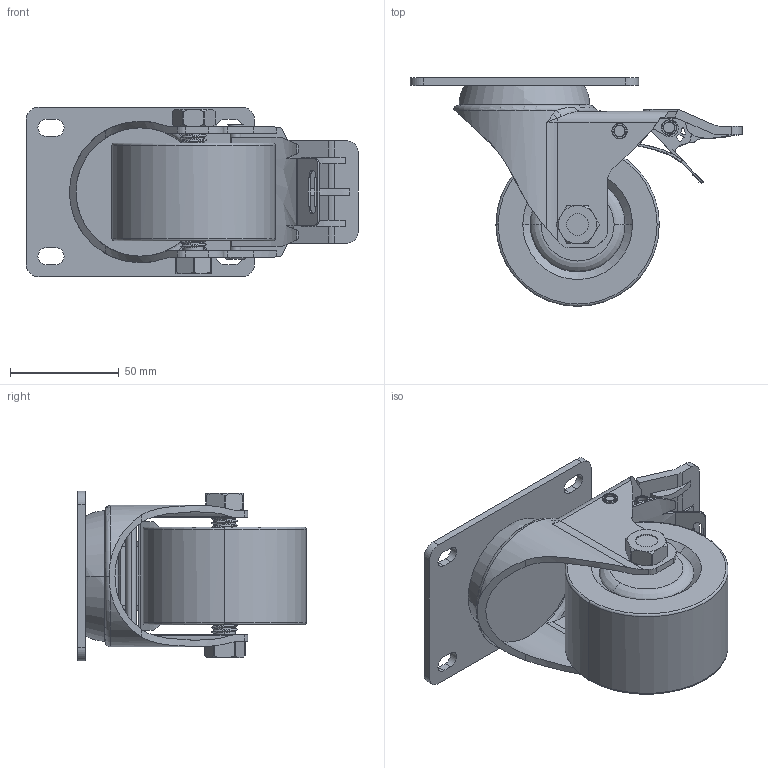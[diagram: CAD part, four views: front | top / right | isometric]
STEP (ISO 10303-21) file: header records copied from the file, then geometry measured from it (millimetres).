
FILE_DESCRIPTION((''),'2;1');
FILE_NAME('3DZX-WX-SC_ASM','2021-04-17T',('Administrator'),(''),'PRO/ENGINEER BY PARAMETRIC TECHNOLOGY CORPORATION, 2013240','PRO/ENGINEER BY PARAMETRIC TECHNOLOGY CORPORATION, 2013240','');
FILE_SCHEMA(('CONFIG_CONTROL_DESIGN'));
Length unit declared in the file: millimetre
Products named in the file (7): 3CUN-ZTBAN-DIZX_1; LUNZI-75X45_1_1; LUODING-75X19_2; LUOMAO-20_1_1; DIBAN-105X78; 3DZX-LG-SC_ASM_1_ASM; 3DZX-WX-SC_ASM
Assembly tree (6 placements, depth 3):
  3DZX-WX-SC_ASM
    3DZX-LG-SC_ASM_1_ASM
      3CUN-ZTBAN-DIZX_1
      LUNZI-75X45_1_1
      LUODING-75X19_2
      LUOMAO-20_1_1
      DIBAN-105X78
Bounding box: 152.5 x 105 x 78 mm (x, y, z)
Volume: 295533.8 mm3; surface area: 82160.4 mm2
Topology: 5 solids, 6 shells, 512 faces, 1450 edges, 966 vertices
Faces by surface type: plane 261, cylinder 157, torus 34, bspline 30, cone 18, extrusion 12
Entity records: 23744 total; most frequent: CARTESIAN_POINT 10605, ORIENTED_EDGE 2886, DIRECTION 2453, EDGE_CURVE 1450, VERTEX_POINT 966, VECTOR 855, LINE 843, AXIS2_PLACEMENT_3D 799
